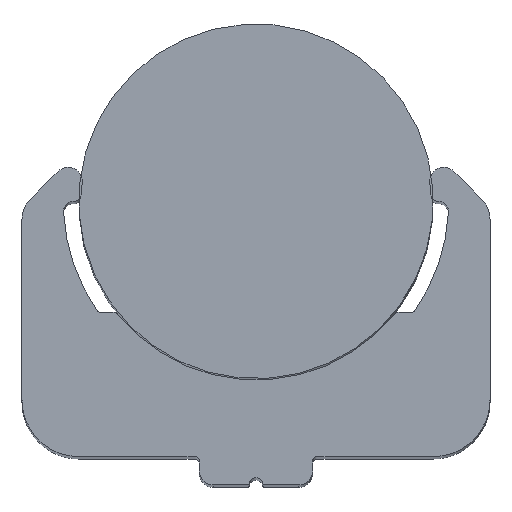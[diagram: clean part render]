
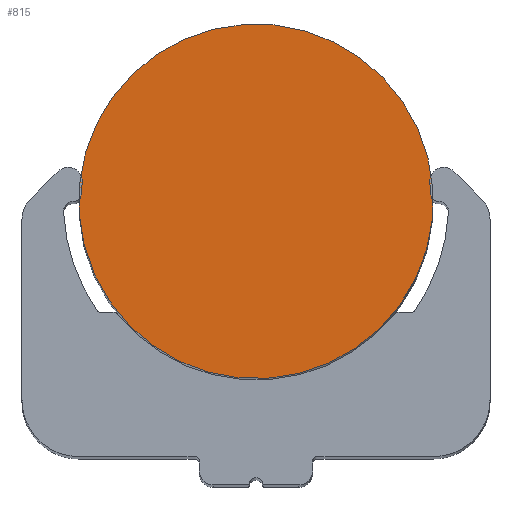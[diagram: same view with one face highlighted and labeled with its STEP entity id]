
A CAD part, top view. The second image highlights one B-rep face of the part: STEP entity #815.
In plain terms, the highlighted planar face has unit normal (0, 0, 1).
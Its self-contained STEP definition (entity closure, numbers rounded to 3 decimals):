
#92=FACE_OUTER_BOUND('',#135,.T.);
#135=EDGE_LOOP('',(#752));
#181=CIRCLE('',#970,12.5);
#401=VERTEX_POINT('',#1470);
#517=EDGE_CURVE('',#401,#401,#181,.T.);
#752=ORIENTED_EDGE('',*,*,#517,.T.);
#772=PLANE('',#971);
#815=ADVANCED_FACE('',(#92),#772,.T.);
#970=AXIS2_PLACEMENT_3D('',#1471,#1224,#1225);
#971=AXIS2_PLACEMENT_3D('',#1473,#1227,#1228);
#1224=DIRECTION('center_axis',(0.,0.,1.));
#1225=DIRECTION('ref_axis',(-1.,0.,0.));
#1227=DIRECTION('center_axis',(0.,0.,1.));
#1228=DIRECTION('ref_axis',(1.,0.,0.));
#1470=CARTESIAN_POINT('',(12.5,0.,50.));
#1471=CARTESIAN_POINT('Origin',(0.,0.,50.));
#1473=CARTESIAN_POINT('Origin',(0.,0.,
50.));
